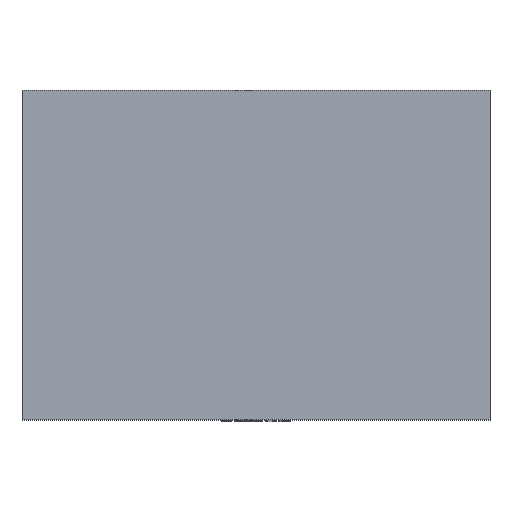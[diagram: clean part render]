
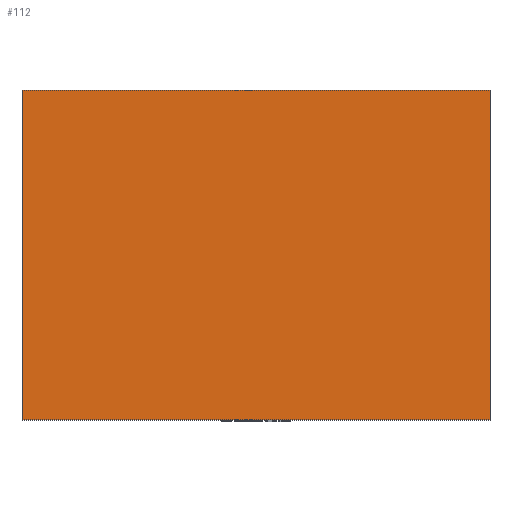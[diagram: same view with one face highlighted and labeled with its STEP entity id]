
A CAD part, top view. The second image highlights one B-rep face of the part: STEP entity #112.
In plain terms, the highlighted planar face has unit normal (0, 0, 1).
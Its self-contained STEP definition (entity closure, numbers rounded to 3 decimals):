
#112 = ADVANCED_FACE( '', ( #591 ), #592, .F. );
#591 = FACE_OUTER_BOUND( '', #3084, .T. );
#592 = PLANE( '', #3085 );
#3084 = EDGE_LOOP( '', ( #8229, #8230, #8231, #8232 ) );
#3085 = AXIS2_PLACEMENT_3D( '', #8233, #8234, #8235 );
#8229 = ORIENTED_EDGE( '', *, *, #10770, .T. );
#8230 = ORIENTED_EDGE( '', *, *, #10482, .F. );
#8231 = ORIENTED_EDGE( '', *, *, #10769, .F. );
#8232 = ORIENTED_EDGE( '', *, *, #10736, .T. );
#8233 = CARTESIAN_POINT( '', ( 387.35, -273.05, 107.95 ) );
#8234 = DIRECTION( '', ( 0., 0., -1. ) );
#8235 = DIRECTION( '', ( -1., 0., 0. ) );
#10482 = EDGE_CURVE( '', #11449, #11444, #11451, .T. );
#10736 = EDGE_CURVE( '', #11903, #11901, #11904, .T. );
#10769 = EDGE_CURVE( '', #11903, #11449, #11966, .T. );
#10770 = EDGE_CURVE( '', #11901, #11444, #11967, .T. );
#11444 = VERTEX_POINT( '', #12985 );
#11449 = VERTEX_POINT( '', #12992 );
#11451 = LINE( '', #12995, #12996 );
#11901 = VERTEX_POINT( '', #14570 );
#11903 = VERTEX_POINT( '', #14573 );
#11904 = LINE( '', #14574, #14575 );
#11966 = LINE( '', #14699, #14700 );
#11967 = LINE( '', #14701, #14702 );
#12985 = CARTESIAN_POINT( '', ( -387.35, 273.05, 107.95 ) );
#12992 = CARTESIAN_POINT( '', ( -387.35, -273.05, 107.95 ) );
#12995 = CARTESIAN_POINT( '', ( -387.35, -273.05, 107.95 ) );
#12996 = VECTOR( '', #18453, 1000. );
#14570 = CARTESIAN_POINT( '', ( 387.35, 273.05, 107.95 ) );
#14573 = CARTESIAN_POINT( '', ( 387.35, -273.05, 107.95 ) );
#14574 = CARTESIAN_POINT( '', ( 387.35, -273.05, 107.95 ) );
#14575 = VECTOR( '', #18756, 1000. );
#14699 = CARTESIAN_POINT( '', ( 387.35, -273.05, 107.95 ) );
#14700 = VECTOR( '', #18758, 1000. );
#14701 = CARTESIAN_POINT( '', ( 387.35, 273.05, 107.95 ) );
#14702 = VECTOR( '', #18759, 1000. );
#18453 = DIRECTION( '', ( 0., 1., 0. ) );
#18756 = DIRECTION( '', ( 0., 1., 0. ) );
#18758 = DIRECTION( '', ( -1., 0., 0. ) );
#18759 = DIRECTION( '', ( -1., 0., 0. ) );
